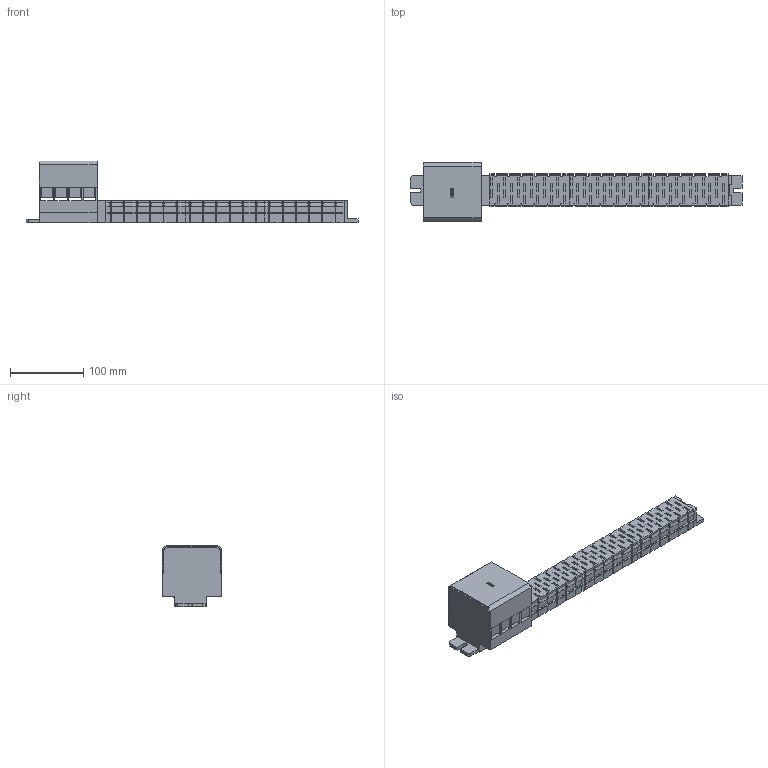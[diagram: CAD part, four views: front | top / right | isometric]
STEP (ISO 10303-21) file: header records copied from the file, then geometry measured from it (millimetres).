
FILE_DESCRIPTION((''),'2;1');
FILE_NAME('SB110630_3D-SIMPLIFIED_ASM','2013-08-28T',('Nico'),(''),'PRO/ENGINEER BY PARAMETRIC TECHNOLOGY CORPORATION, 2010480','PRO/ENGINEER BY PARAMETRIC TECHNOLOGY CORPORATION, 2010480','');
FILE_SCHEMA(('CONFIG_CONTROL_DESIGN'));
Length unit declared in the file: millimetre
Products named in the file (5): BLOCK_01; PIECE_03; PIECE_01; PIECE_02; SB110630_3D-SIMPLIFIED_ASM
Assembly tree (6 placements, depth 2):
  SB110630_3D-SIMPLIFIED_ASM
    BLOCK_01
    PIECE_03
    PIECE_01  x3
    PIECE_02
Bounding box: 451.8 x 80.5 x 83.9 mm (x, y, z)
Volume: 574006.3 mm3; surface area: 208267.8 mm2
Topology: 6 solids, 6 shells, 1000 faces, 2642 edges, 1756 vertices
Faces by surface type: plane 998, cylinder 2
Entity records: 13435 total; most frequent: CARTESIAN_POINT 2385, ORIENTED_EDGE 2332, DIRECTION 2064, EDGE_CURVE 1166, VECTOR 1162, LINE 1162, VERTEX_POINT 772, EDGE_LOOP 472
